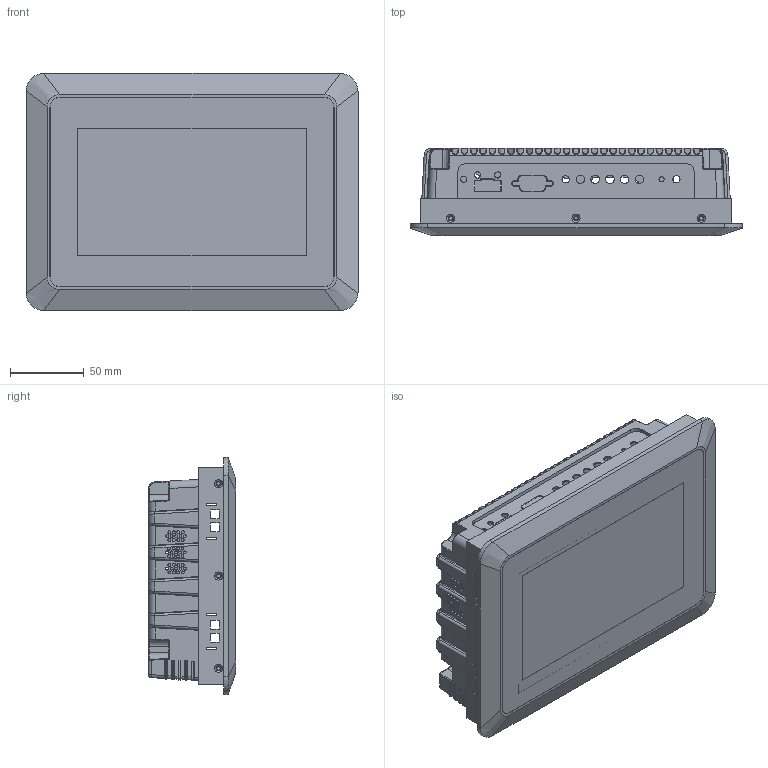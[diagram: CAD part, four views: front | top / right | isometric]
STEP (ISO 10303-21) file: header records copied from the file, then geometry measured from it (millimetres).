
FILE_DESCRIPTION((''),'2;1');
FILE_NAME('00-070-QD-ALL_ASM_159_ASM','2024-06-11T16:35:12',('Administrator'),(''),'CREO PARAMETRIC BY PTC INC, 2022164','CREO PARAMETRIC BY PTC INC, 2022164','');
FILE_SCHEMA(('AUTOMOTIVE_DESIGN { 1 0 10303 214 1 1 1 1 }'));
Products named in the file (14): 070-00_42; TP-36-003-3000036_21; 070-0001_ASM_27_ASM; 070-00_37; BSO-M3-5_5-_1; 070-0003_ASM_27_ASM; BACK_COVER_BZ_30_003_0000002_2; 070-0005_ASM_23_ASM; 070-0008_20; 070-0009_32; UP_IO_PANEL_7_CTX_M_ASM_16_ASM; 0005_ASM_1_ASM; 070-0006_ASM_45_ASM; 00-070-QD-ALL_ASM_159_ASM
Assembly tree (16 placements, depth 4):
  00-070-QD-ALL_ASM_159_ASM
    070-0001_ASM_27_ASM
      070-00_42
      TP-36-003-3000036_21
    070-0003_ASM_27_ASM
      070-00_37
      BSO-M3-5_5-_1  x4
    070-0005_ASM_23_ASM
      BACK_COVER_BZ_30_003_0000002_2
    070-0006_ASM_45_ASM
      070-0008_20
      UP_IO_PANEL_7_CTX_M_ASM_16_ASM
        070-0009_32
      0005_ASM_1_ASM
Bounding box: 225.04 x 59 x 160.7 mm (x, y, z)
Volume: 364665.6 mm3; surface area: 277515.6 mm2
Topology: 10 solids, 14 shells, 3223 faces, 8577 edges, 5410 vertices
Faces by surface type: cylinder 1182, plane 1081, torus 320, bspline 319, extrusion 164, cone 120, sphere 37
Entity records: 143942 total; most frequent: CARTESIAN_POINT 45852, ORIENTED_EDGE 16694, DIRECTION 14810, EDGE_CURVE 8349, VERTEX_POINT 5286, AXIS2_PLACEMENT_3D 5274, VECTOR 4262, LINE 4098
